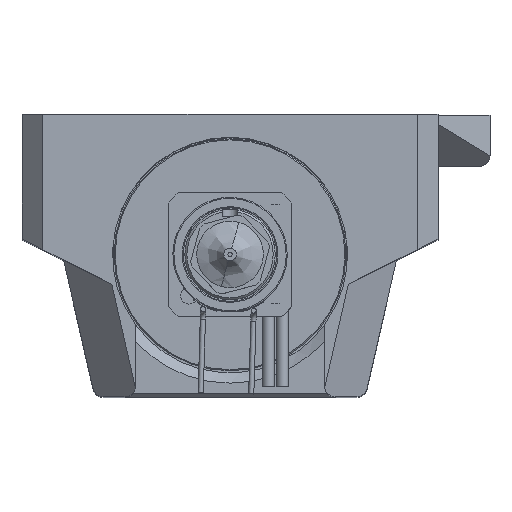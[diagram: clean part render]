
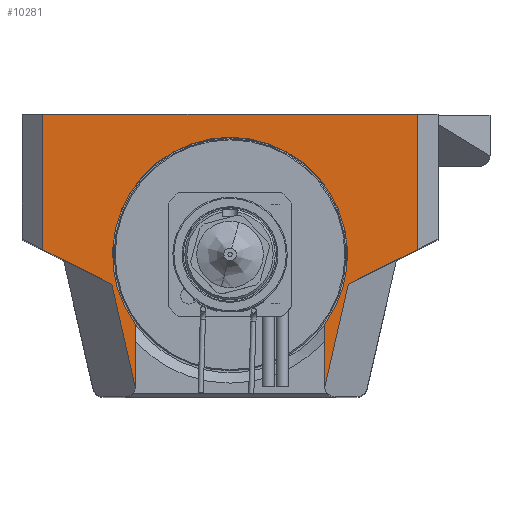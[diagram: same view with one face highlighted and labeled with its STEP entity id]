
A CAD part, top view. The second image highlights one B-rep face of the part: STEP entity #10281.
In plain terms, the highlighted planar face has unit normal (0, 0, 1).
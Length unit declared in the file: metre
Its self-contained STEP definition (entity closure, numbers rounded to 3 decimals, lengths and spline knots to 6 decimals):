
#1133=PLANE('',#11399);
#1543=FACE_OUTER_BOUND('',#2213,.T.);
#2213=EDGE_LOOP('',(#8347,#8348,#8349,#8350,#8351,#8352,#8353,#8354,#8355,
#8356,#8357,#8358,#8359,#8360));
#2756=LINE('',#20989,#3293);
#2861=LINE('',#22227,#3398);
#2866=LINE('',#22243,#3403);
#2878=LINE('',#22286,#3415);
#2882=LINE('',#22301,#3419);
#2915=LINE('',#22383,#3452);
#2919=LINE('',#22392,#3456);
#2933=LINE('',#22913,#3470);
#2944=LINE('',#22945,#3481);
#3293=VECTOR('',#13156,1.);
#3398=VECTOR('',#13463,1.);
#3403=VECTOR('',#13470,1.);
#3415=VECTOR('',#13500,1.);
#3419=VECTOR('',#13514,1.);
#3452=VECTOR('',#13583,1.);
#3456=VECTOR('',#13589,1.);
#3470=VECTOR('',#13639,1.);
#3481=VECTOR('',#13676,1.);
#3914=CIRCLE('',#11400,0.001);
#3915=CIRCLE('',#11401,0.0006);
#3916=CIRCLE('',#11402,0.0113);
#3917=CIRCLE('',#11403,0.0006);
#3918=CIRCLE('',#11404,0.001);
#4517=VERTEX_POINT('',#20986);
#4518=VERTEX_POINT('',#20988);
#4677=VERTEX_POINT('',#22225);
#4678=VERTEX_POINT('',#22226);
#4680=VERTEX_POINT('',#22235);
#4682=VERTEX_POINT('',#22241);
#4696=VERTEX_POINT('',#22285);
#4699=VERTEX_POINT('',#22293);
#4702=VERTEX_POINT('',#22299);
#4733=VERTEX_POINT('',#22381);
#4735=VERTEX_POINT('',#22386);
#4737=VERTEX_POINT('',#22390);
#4765=VERTEX_POINT('',#22939);
#4766=VERTEX_POINT('',#22941);
#5738=EDGE_CURVE('',#4518,#4517,#2756,.T.);
#5956=EDGE_CURVE('',#4677,#4678,#2861,.T.);
#5963=EDGE_CURVE('',#4682,#4680,#2866,.T.);
#5981=EDGE_CURVE('',#4696,#4518,#2878,.T.);
#5989=EDGE_CURVE('',#4699,#4702,#2882,.T.);
#6029=EDGE_CURVE('',#4517,#4733,#2915,.T.);
#6033=EDGE_CURVE('',#4735,#4737,#2919,.T.);
#6063=EDGE_CURVE('',#4737,#4699,#2933,.T.);
#6078=EDGE_CURVE('',#4702,#4677,#3914,.T.);
#6079=EDGE_CURVE('',#4678,#4765,#3915,.T.);
#6080=EDGE_CURVE('',#4765,#4766,#3916,.F.);
#6081=EDGE_CURVE('',#4766,#4680,#3917,.T.);
#6082=EDGE_CURVE('',#4682,#4696,#3918,.T.);
#6083=EDGE_CURVE('',#4735,#4733,#2944,.T.);
#8347=ORIENTED_EDGE('',*,*,#5989,.T.);
#8348=ORIENTED_EDGE('',*,*,#6078,.T.);
#8349=ORIENTED_EDGE('',*,*,#5956,.T.);
#8350=ORIENTED_EDGE('',*,*,#6079,.T.);
#8351=ORIENTED_EDGE('',*,*,#6080,.T.);
#8352=ORIENTED_EDGE('',*,*,#6081,.T.);
#8353=ORIENTED_EDGE('',*,*,#5963,.F.);
#8354=ORIENTED_EDGE('',*,*,#6082,.T.);
#8355=ORIENTED_EDGE('',*,*,#5981,.T.);
#8356=ORIENTED_EDGE('',*,*,#5738,.T.);
#8357=ORIENTED_EDGE('',*,*,#6029,.T.);
#8358=ORIENTED_EDGE('',*,*,#6083,.F.);
#8359=ORIENTED_EDGE('',*,*,#6033,.T.);
#8360=ORIENTED_EDGE('',*,*,#6063,.T.);
#10281=ADVANCED_FACE('',(#1543),#1133,.T.);
#11399=AXIS2_PLACEMENT_3D('',#22937,#13664,#13665);
#11400=AXIS2_PLACEMENT_3D('',#22938,#13666,#13667);
#11401=AXIS2_PLACEMENT_3D('',#22940,#13668,#13669);
#11402=AXIS2_PLACEMENT_3D('',#22942,#13670,#13671);
#11403=AXIS2_PLACEMENT_3D('',#22943,#13672,#13673);
#11404=AXIS2_PLACEMENT_3D('',#22944,#13674,#13675);
#13156=DIRECTION('',(0.894,0.447,0.));
#13463=DIRECTION('',(0.,1.,0.));
#13470=DIRECTION('',(0.,1.,0.));
#13500=DIRECTION('',(0.222,0.975,0.));
#13514=DIRECTION('',(0.222,-0.975,0.));
#13583=DIRECTION('',(0.,1.,0.));
#13589=DIRECTION('',(0.,-1.,0.));
#13639=DIRECTION('',(0.894,-0.447,0.));
#13664=DIRECTION('center_axis',(0.,0.,
1.));
#13665=DIRECTION('ref_axis',(1.,0.,0.));
#13666=DIRECTION('center_axis',(0.,0.,
1.));
#13667=DIRECTION('ref_axis',(1.,0.,0.));
#13668=DIRECTION('center_axis',(0.,0.,
1.));
#13669=DIRECTION('ref_axis',(1.,0.,0.));
#13670=DIRECTION('center_axis',(0.,0.,
1.));
#13671=DIRECTION('ref_axis',(1.,0.,0.));
#13672=DIRECTION('center_axis',(0.,0.,
1.));
#13673=DIRECTION('ref_axis',(1.,0.,0.));
#13674=DIRECTION('center_axis',(0.,0.,
1.));
#13675=DIRECTION('ref_axis',(1.,0.,0.));
#13676=DIRECTION('',(1.,0.,0.));
#20986=CARTESIAN_POINT('',(0.068,-0.040964,0.06665));
#20988=CARTESIAN_POINT('',(0.061369,-0.044279,0.06665));
#20989=CARTESIAN_POINT('',(0.066112,-0.041908,0.06665));
#22225=CARTESIAN_POINT('',(0.0409,-0.054114,0.06665));
#22226=CARTESIAN_POINT('',(0.0409,-0.048357,0.06665));
#22227=CARTESIAN_POINT('',(0.0409,-0.041589,0.06665));
#22235=CARTESIAN_POINT('',(0.0591,-0.048357,0.06665));
#22241=CARTESIAN_POINT('',(0.0591,-0.054114,0.06665));
#22243=CARTESIAN_POINT('',(0.0591,-0.041589,0.06665));
#22285=CARTESIAN_POINT('',(0.059104,-0.054206,0.06665));
#22286=CARTESIAN_POINT('',(0.0621,-0.041074,0.06665));
#22293=CARTESIAN_POINT('',(0.038631,-0.044279,0.06665));
#22299=CARTESIAN_POINT('',(0.040896,-0.054206,0.06665));
#22301=CARTESIAN_POINT('',(0.0409,-0.054224,0.06665));
#22381=CARTESIAN_POINT('',(0.068,-0.027964,0.06665));
#22383=CARTESIAN_POINT('',(0.068,-0.027964,0.06665));
#22386=CARTESIAN_POINT('',(0.032,-0.027964,0.06665));
#22390=CARTESIAN_POINT('',(0.032,-0.040964,0.06665));
#22392=CARTESIAN_POINT('',(0.032,-0.039964,0.06665));
#22913=CARTESIAN_POINT('',(0.033888,-0.041908,0.06665));
#22937=CARTESIAN_POINT('Origin',(0.05095,-0.041589,0.06665));
#22938=CARTESIAN_POINT('Origin',(0.0399,-0.054114,0.06665));
#22939=CARTESIAN_POINT('',(0.040789,-0.04801,0.06665));
#22940=CARTESIAN_POINT('Origin',(0.0403,-0.048357,0.06665));
#22941=CARTESIAN_POINT('',(0.059211,-0.04801,0.06665));
#22942=CARTESIAN_POINT('Origin',(0.05,-0.041464,0.06665));
#22943=CARTESIAN_POINT('Origin',(0.0597,-0.048357,0.06665));
#22944=CARTESIAN_POINT('Origin',(0.0601,-0.054114,0.06665));
#22945=CARTESIAN_POINT('',(0.0396,-0.027964,0.06665));
